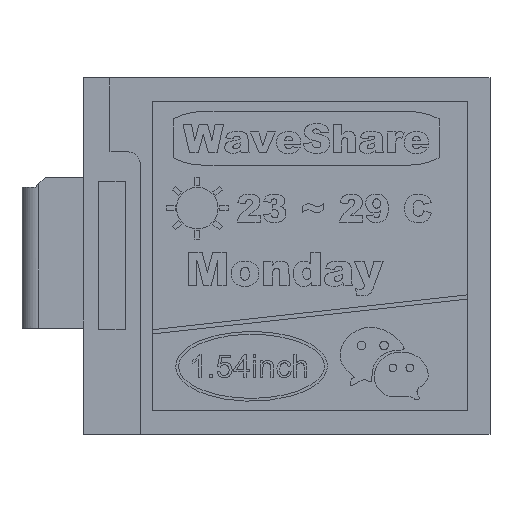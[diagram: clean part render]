
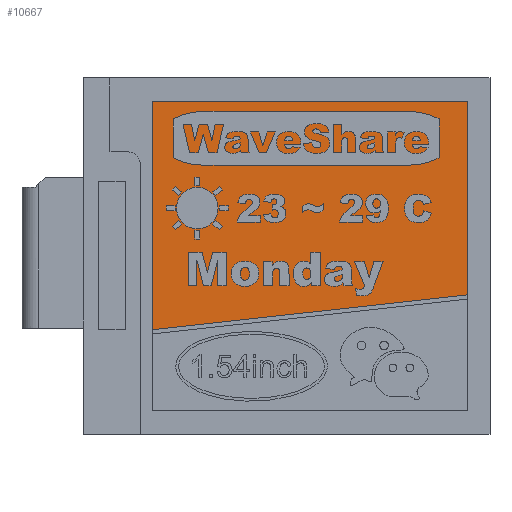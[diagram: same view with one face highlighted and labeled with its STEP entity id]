
A CAD part, top view. The second image highlights one B-rep face of the part: STEP entity #10667.
In plain terms, the highlighted planar face has unit normal (0, 0, 1).
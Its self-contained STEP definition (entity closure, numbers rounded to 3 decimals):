
#260=LINE('',#18771,#1376);
#261=LINE('',#18774,#1377);
#262=LINE('',#18776,#1378);
#263=LINE('',#18778,#1379);
#1376=VECTOR('',#14994,1000.);
#1377=VECTOR('',#14995,1000.);
#1378=VECTOR('',#14996,1000.);
#1379=VECTOR('',#14997,1000.);
#2381=PLANE('',#14076);
#3840=ORIENTED_EDGE('',*,*,#6667,.F.);
#3841=ORIENTED_EDGE('',*,*,#6668,.F.);
#3842=ORIENTED_EDGE('',*,*,#6669,.F.);
#3843=ORIENTED_EDGE('',*,*,#6670,.F.);
#6667=EDGE_CURVE('',#8127,#8128,#260,.T.);
#6668=EDGE_CURVE('',#8129,#8127,#261,.T.);
#6669=EDGE_CURVE('',#8130,#8129,#262,.T.);
#6670=EDGE_CURVE('',#8128,#8130,#263,.T.);
#8127=VERTEX_POINT('',#18772);
#8128=VERTEX_POINT('',#18773);
#8129=VERTEX_POINT('',#18775);
#8130=VERTEX_POINT('',#18777);
#9153=EDGE_LOOP('',(#3840,#3841,#3842,#3843));
#9912=FACE_BOUND('',#9153,.T.);
#10667=ADVANCED_FACE('',(#9912),#2381,.F.);
#14076=AXIS2_PLACEMENT_3D('',#18770,#14992,#14993);
#14992=DIRECTION('',(0.,0.,-1.));
#14993=DIRECTION('',(-1.,0.,0.));
#14994=DIRECTION('',(-0.994,-0.11,0.));
#14995=DIRECTION('',(0.,-1.,0.));
#14996=DIRECTION('',(1.,0.,0.));
#14997=DIRECTION('',(0.,1.,0.));
#18770=CARTESIAN_POINT('',(0.,0.,1.013));
#18771=CARTESIAN_POINT('',(0.574,-5.195,1.013));
#18772=CARTESIAN_POINT('',(16.154,-3.473,1.013));
#18773=CARTESIAN_POINT('',(-12.014,-6.586,1.013));
#18774=CARTESIAN_POINT('',(16.154,13.805,1.013));
#18775=CARTESIAN_POINT('',(16.154,13.805,1.013));
#18776=CARTESIAN_POINT('',(-12.014,13.805,1.013));
#18777=CARTESIAN_POINT('',(-12.014,13.805,1.013));
#18778=CARTESIAN_POINT('',(-12.014,-13.805,1.013));
